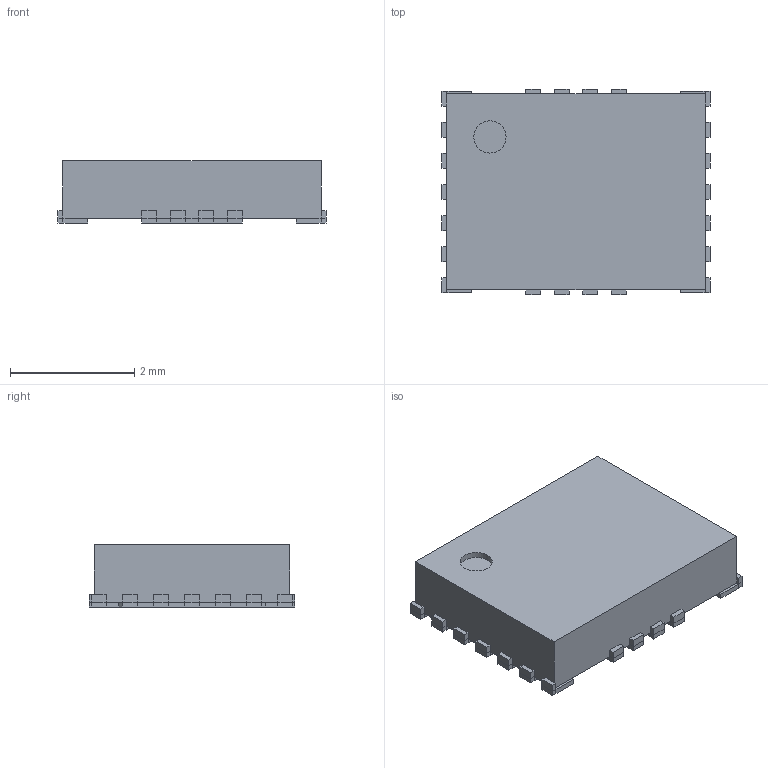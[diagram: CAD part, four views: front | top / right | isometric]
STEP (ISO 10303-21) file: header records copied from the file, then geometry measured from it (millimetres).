
FILE_DESCRIPTION(('Open CASCADE Model'),'2;1');
FILE_NAME('Open CASCADE Shape Model','2017-01-07T21:02:37',('Author'),( 'Open CASCADE'),'Open CASCADE STEP processor 6.8','Open CASCADE 6.8' ,'Unknown');
FILE_SCHEMA(('AUTOMOTIVE_DESIGN { 1 0 10303 214 1 1 1 1 }'));
Length unit declared in the file: millimetre
Products named in the file (9): PCB; Designator1; 907740000; Open_CASCADE_STEP_translator_6.8_1.1; Body; Open_CASCADE_STEP_translator_6.8_1.2.1; Thermal_Shape; Pin_Shape; Open_CASCADE_STEP_translator_6.8_1.4.1
Assembly tree (28 placements, depth 4):
  PCB
  Designator1
    907740000
      Open_CASCADE_STEP_translator_6.8_1.1
      Body
        Open_CASCADE_STEP_translator_6.8_1.2.1
      Thermal_Shape
      Pin_Shape  x22
        Open_CASCADE_STEP_translator_6.8_1.4.1
Bounding box: 4.31 x 3.31 x 1 mm (x, y, z)
Volume: 12.6 mm3; surface area: 58.8 mm2
Topology: 24 solids, 25 shells, 324 faces, 647 edges, 373 vertices
Faces by surface type: plane 323, cylinder 1
Full cylindrical faces by diameter (mm): 0.519 x1
Entity records: 1866 total; most frequent: DIRECTION 296, CARTESIAN_POINT 278, LINE 170, VECTOR 170, ORIENTED_EDGE 117, PCURVE 117, DEFINITIONAL_REPRESENTATION 117, AXIS2_PLACEMENT_3D 62
